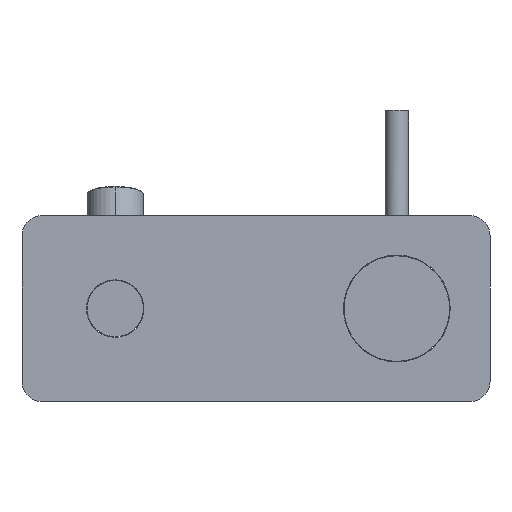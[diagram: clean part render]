
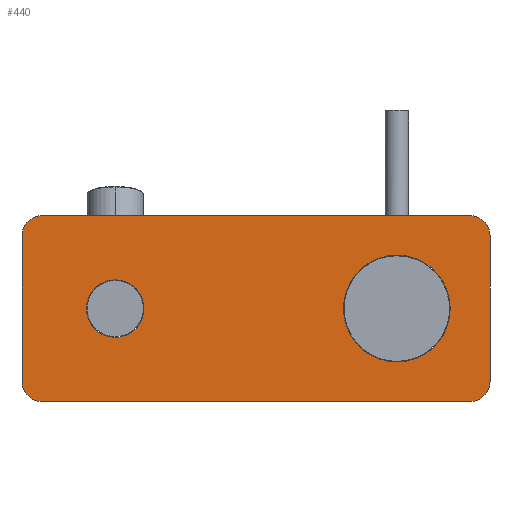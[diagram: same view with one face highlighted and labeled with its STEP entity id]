
A CAD part, front view. The second image highlights one B-rep face of the part: STEP entity #440.
In plain terms, the highlighted planar face has unit normal (0, -1, 0).
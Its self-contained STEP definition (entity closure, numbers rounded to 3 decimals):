
#1=CARTESIAN_POINT('',(91.,0.,31.));
#2=DIRECTION('',(0.,1.,0.));
#3=DIRECTION('',(0.,0.,1.));
#4=AXIS2_PLACEMENT_3D('',#1,#2,#3);
#6=CARTESIAN_POINT('',(91.,0.,-31.));
#7=DIRECTION('',(0.,1.,0.));
#8=DIRECTION('',(1.,0.,0.));
#9=AXIS2_PLACEMENT_3D('',#6,#7,#8);
#11=CARTESIAN_POINT('',(-91.,0.,-31.));
#12=DIRECTION('',(0.,1.,0.));
#13=DIRECTION('',(0.,0.,-1.));
#14=AXIS2_PLACEMENT_3D('',#11,#12,#13);
#16=CARTESIAN_POINT('',(-91.,0.,31.));
#17=DIRECTION('',(0.,1.,0.));
#18=DIRECTION('',(-1.,0.,0.));
#19=AXIS2_PLACEMENT_3D('',#16,#17,#18);
#21=CARTESIAN_POINT('',(60.,0.,0.));
#22=DIRECTION('',(0.,-1.,0.));
#23=DIRECTION('',(-1.,0.,0.));
#24=AXIS2_PLACEMENT_3D('',#21,#22,#23);
#26=CARTESIAN_POINT('',(60.,0.,0.));
#27=DIRECTION('',(0.,-1.,0.));
#28=DIRECTION('',(1.,0.,0.));
#29=AXIS2_PLACEMENT_3D('',#26,#27,#28);
#31=CARTESIAN_POINT('',(-60.,0.,0.));
#32=DIRECTION('',(0.,-1.,0.));
#33=DIRECTION('',(-1.,0.,0.));
#34=AXIS2_PLACEMENT_3D('',#31,#32,#33);
#36=CARTESIAN_POINT('',(-60.,0.,0.));
#37=DIRECTION('',(0.,-1.,0.));
#38=DIRECTION('',(1.,0.,0.));
#39=AXIS2_PLACEMENT_3D('',#36,#37,#38);
#45=DIRECTION('',(-1.,0.,0.));
#46=VECTOR('',#45,182.);
#47=CARTESIAN_POINT('',(91.,0.,39.7));
#48=LINE('',#47,#46);
#80=DIRECTION('',(0.,0.,-1.));
#81=VECTOR('',#80,62.);
#82=CARTESIAN_POINT('',(-99.7,0.,31.));
#83=LINE('',#82,#81);
#115=DIRECTION('',(1.,0.,0.));
#116=VECTOR('',#115,182.);
#117=CARTESIAN_POINT('',(-91.,0.,-39.7));
#118=LINE('',#117,#116);
#150=DIRECTION('',(0.,0.,1.));
#151=VECTOR('',#150,62.);
#152=CARTESIAN_POINT('',(99.7,0.,-31.));
#153=LINE('',#152,#151);
#317=CARTESIAN_POINT('',(91.,0.,39.7));
#318=CARTESIAN_POINT('',(-91.,0.,39.7));
#319=VERTEX_POINT('',#317);
#320=VERTEX_POINT('',#318);
#321=CARTESIAN_POINT('',(99.7,0.,31.));
#322=VERTEX_POINT('',#321);
#323=CARTESIAN_POINT('',(99.7,0.,-31.));
#324=VERTEX_POINT('',#323);
#325=CARTESIAN_POINT('',(91.,0.,-39.7));
#326=VERTEX_POINT('',#325);
#327=CARTESIAN_POINT('',(-91.,0.,-39.7));
#328=VERTEX_POINT('',#327);
#329=CARTESIAN_POINT('',(-99.7,0.,-31.));
#330=VERTEX_POINT('',#329);
#331=CARTESIAN_POINT('',(-99.7,0.,31.));
#332=VERTEX_POINT('',#331);
#333=CARTESIAN_POINT('',(37.25,0.,0.));
#334=CARTESIAN_POINT('',(82.75,0.,0.));
#335=VERTEX_POINT('',#333);
#336=VERTEX_POINT('',#334);
#337=CARTESIAN_POINT('',(-72.25,0.,0.));
#338=CARTESIAN_POINT('',(-47.75,0.,0.));
#339=VERTEX_POINT('',#337);
#340=VERTEX_POINT('',#338);
#405=CARTESIAN_POINT('',(0.,0.,0.));
#406=DIRECTION('',(0.,1.,0.));
#407=DIRECTION('',(1.,0.,0.));
#408=AXIS2_PLACEMENT_3D('',#405,#406,#407);
#409=PLANE('',#408);
#411=ORIENTED_EDGE('',*,*,#410,.F.);
#413=ORIENTED_EDGE('',*,*,#412,.T.);
#415=ORIENTED_EDGE('',*,*,#414,.F.);
#417=ORIENTED_EDGE('',*,*,#416,.T.);
#419=ORIENTED_EDGE('',*,*,#418,.F.);
#421=ORIENTED_EDGE('',*,*,#420,.T.);
#423=ORIENTED_EDGE('',*,*,#422,.F.);
#425=ORIENTED_EDGE('',*,*,#424,.T.);
#426=EDGE_LOOP('',(#411,#413,#415,#417,#419,#421,#423,#425));
#427=FACE_OUTER_BOUND('',#426,.F.);
#429=ORIENTED_EDGE('',*,*,#428,.T.);
#431=ORIENTED_EDGE('',*,*,#430,.T.);
#432=EDGE_LOOP('',(#429,#431));
#433=FACE_BOUND('',#432,.F.);
#435=ORIENTED_EDGE('',*,*,#434,.T.);
#437=ORIENTED_EDGE('',*,*,#436,.T.);
#438=EDGE_LOOP('',(#435,#437));
#439=FACE_BOUND('',#438,.F.);
#440=ADVANCED_FACE('',(#427,#433,#439),#409,.F.);
#5=CIRCLE('',#4,8.7);
#10=CIRCLE('',#9,8.7);
#15=CIRCLE('',#14,8.7);
#20=CIRCLE('',#19,8.7);
#25=CIRCLE('',#24,22.75);
#30=CIRCLE('',#29,22.75);
#35=CIRCLE('',#34,12.25);
#40=CIRCLE('',#39,12.25);
#410=EDGE_CURVE('',#319,#320,#48,.T.);
#412=EDGE_CURVE('',#319,#322,#5,.T.);
#414=EDGE_CURVE('',#324,#322,#153,.T.);
#416=EDGE_CURVE('',#324,#326,#10,.T.);
#418=EDGE_CURVE('',#328,#326,#118,.T.);
#420=EDGE_CURVE('',#328,#330,#15,.T.);
#422=EDGE_CURVE('',#332,#330,#83,.T.);
#424=EDGE_CURVE('',#332,#320,#20,.T.);
#428=EDGE_CURVE('',#335,#336,#25,.T.);
#430=EDGE_CURVE('',#336,#335,#30,.T.);
#434=EDGE_CURVE('',#339,#340,#35,.T.);
#436=EDGE_CURVE('',#340,#339,#40,.T.);
